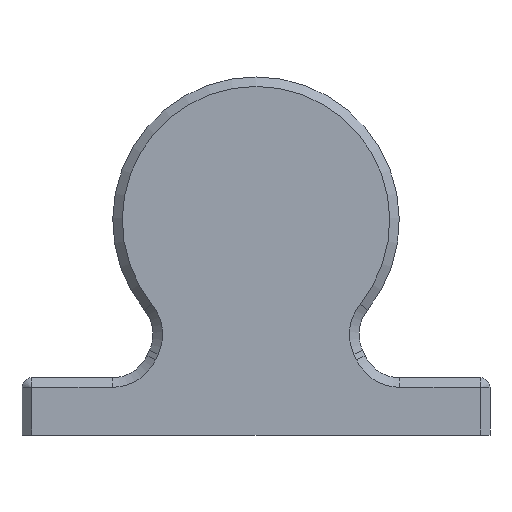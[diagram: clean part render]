
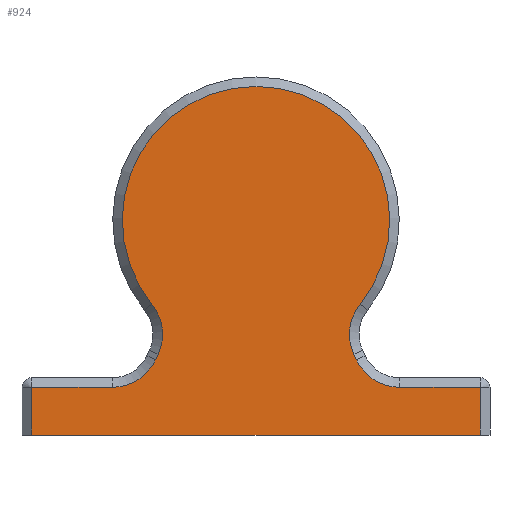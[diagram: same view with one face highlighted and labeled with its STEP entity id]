
A CAD part, front view. The second image highlights one B-rep face of the part: STEP entity #924.
In plain terms, the highlighted planar face has unit normal (0, -1, 0).
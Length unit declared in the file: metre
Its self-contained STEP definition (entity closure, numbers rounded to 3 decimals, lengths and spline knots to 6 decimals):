
#62=LINE('',#1436,#139);
#82=LINE('',#1491,#159);
#83=LINE('',#1494,#160);
#84=LINE('',#1495,#161);
#85=LINE('',#1497,#162);
#86=LINE('',#1501,#163);
#87=LINE('',#1509,#164);
#139=VECTOR('',#1134,1.);
#159=VECTOR('',#1178,1.);
#160=VECTOR('',#1179,1.);
#161=VECTOR('',#1180,1.);
#162=VECTOR('',#1181,1.);
#163=VECTOR('',#1184,1.);
#164=VECTOR('',#1191,1.);
#208=PLANE('',#1011);
#278=ORIENTED_EDGE('',*,*,#541,.T.);
#279=ORIENTED_EDGE('',*,*,#542,.T.);
#280=ORIENTED_EDGE('',*,*,#514,.T.);
#281=ORIENTED_EDGE('',*,*,#543,.T.);
#282=ORIENTED_EDGE('',*,*,#544,.T.);
#283=ORIENTED_EDGE('',*,*,#545,.T.);
#284=ORIENTED_EDGE('',*,*,#546,.T.);
#285=ORIENTED_EDGE('',*,*,#547,.T.);
#286=ORIENTED_EDGE('',*,*,#548,.T.);
#287=ORIENTED_EDGE('',*,*,#549,.T.);
#288=ORIENTED_EDGE('',*,*,#550,.T.);
#289=ORIENTED_EDGE('',*,*,#551,.T.);
#514=EDGE_CURVE('',#648,#647,#62,.T.);
#541=EDGE_CURVE('',#671,#672,#82,.T.);
#542=EDGE_CURVE('',#672,#648,#83,.T.);
#543=EDGE_CURVE('',#647,#673,#84,.T.);
#544=EDGE_CURVE('',#673,#674,#85,.T.);
#545=EDGE_CURVE('',#674,#675,#720,.F.);
#546=EDGE_CURVE('',#675,#676,#86,.T.);
#547=EDGE_CURVE('',#676,#677,#721,.F.);
#548=EDGE_CURVE('',#677,#678,#722,.T.);
#549=EDGE_CURVE('',#678,#679,#723,.F.);
#550=EDGE_CURVE('',#679,#680,#87,.T.);
#551=EDGE_CURVE('',#680,#671,#724,.F.);
#647=VERTEX_POINT('',#1435);
#648=VERTEX_POINT('',#1437);
#671=VERTEX_POINT('',#1492);
#672=VERTEX_POINT('',#1493);
#673=VERTEX_POINT('',#1496);
#674=VERTEX_POINT('',#1498);
#675=VERTEX_POINT('',#1500);
#676=VERTEX_POINT('',#1502);
#677=VERTEX_POINT('',#1504);
#678=VERTEX_POINT('',#1506);
#679=VERTEX_POINT('',#1508);
#680=VERTEX_POINT('',#1510);
#720=CIRCLE('',#1012,0.01);
#721=CIRCLE('',#1013,0.01);
#722=CIRCLE('',#1014,0.028);
#723=CIRCLE('',#1015,0.01);
#724=CIRCLE('',#1016,0.01);
#767=EDGE_LOOP('',(#278,#279,#280,#281,#282,#283,#284,#285,#286,#287,#288,
#289));
#842=FACE_BOUND('',#767,.T.);
#924=ADVANCED_FACE('',(#842),#208,.T.);
#1011=AXIS2_PLACEMENT_3D('',#1490,#1176,#1177);
#1012=AXIS2_PLACEMENT_3D('',#1499,#1182,#1183);
#1013=AXIS2_PLACEMENT_3D('',#1503,#1185,#1186);
#1014=AXIS2_PLACEMENT_3D('',#1505,#1187,#1188);
#1015=AXIS2_PLACEMENT_3D('',#1507,#1189,#1190);
#1016=AXIS2_PLACEMENT_3D('',#1511,#1192,#1193);
#1134=DIRECTION('',(1.,0.,0.));
#1176=DIRECTION('',(0.,-1.,0.));
#1177=DIRECTION('',(1.,0.,0.));
#1178=DIRECTION('',(-1.,0.,0.));
#1179=DIRECTION('',(0.,0.,-1.));
#1180=DIRECTION('',(0.,0.,1.));
#1181=DIRECTION('',(-1.,0.,0.));
#1182=DIRECTION('',(0.,-1.,0.));
#1183=DIRECTION('',(0.,0.,-1.));
#1184=DIRECTION('',(-0.424,0.,0.906));
#1185=DIRECTION('',(0.,-1.,0.));
#1186=DIRECTION('',(0.,0.,-1.));
#1187=DIRECTION('',(0.,-1.,0.));
#1188=DIRECTION('',(0.,0.,-1.));
#1189=DIRECTION('',(0.,-1.,0.));
#1190=DIRECTION('',(0.,0.,-1.));
#1191=DIRECTION('',(-0.424,0.,-0.906));
#1192=DIRECTION('',(0.,-1.,0.));
#1193=DIRECTION('',(0.,0.,-1.));
#1435=CARTESIAN_POINT('',(-0.053,-0.051,-0.045));
#1436=CARTESIAN_POINT('',(-0.1245,-0.051,-0.045));
#1437=CARTESIAN_POINT('',(-0.147,-0.051,-0.045));
#1490=CARTESIAN_POINT('',(-0.1,-0.051,-0.0075));
#1491=CARTESIAN_POINT('',(-0.147,-0.051,-0.035));
#1492=CARTESIAN_POINT('',(-0.130086,-0.051,-0.035));
#1493=CARTESIAN_POINT('',(-0.147,-0.051,-0.035));
#1494=CARTESIAN_POINT('',(-0.147,-0.051,-0.0075));
#1495=CARTESIAN_POINT('',(-0.053,-0.051,-0.035));
#1496=CARTESIAN_POINT('',(-0.053,-0.051,-0.035));
#1497=CARTESIAN_POINT('',(-0.1,-0.051,-0.035));
#1498=CARTESIAN_POINT('',(-0.069914,-0.051,-0.035));
#1499=CARTESIAN_POINT('',(-0.069914,-0.051,-0.025));
#1500=CARTESIAN_POINT('',(-0.078969,-0.051,-0.029243));
#1501=CARTESIAN_POINT('',(-0.091108,-0.051,-0.003334));
#1502=CARTESIAN_POINT('',(-0.079495,-0.051,-0.028121));
#1503=CARTESIAN_POINT('',(-0.070439,-0.051,-0.023878));
#1504=CARTESIAN_POINT('',(-0.078218,-0.051,-0.017594));
#1505=CARTESIAN_POINT('',(-0.1,-0.051,0.));
#1506=CARTESIAN_POINT('',(-0.121782,-0.051,-0.017594));
#1507=CARTESIAN_POINT('',(-0.129561,-0.051,-0.023878));
#1508=CARTESIAN_POINT('',(-0.120505,-0.051,-0.028121));
#1509=CARTESIAN_POINT('',(-0.121031,-0.051,-0.029243));
#1510=CARTESIAN_POINT('',(-0.121031,-0.051,-0.029243));
#1511=CARTESIAN_POINT('',(-0.130086,-0.051,-0.025));
